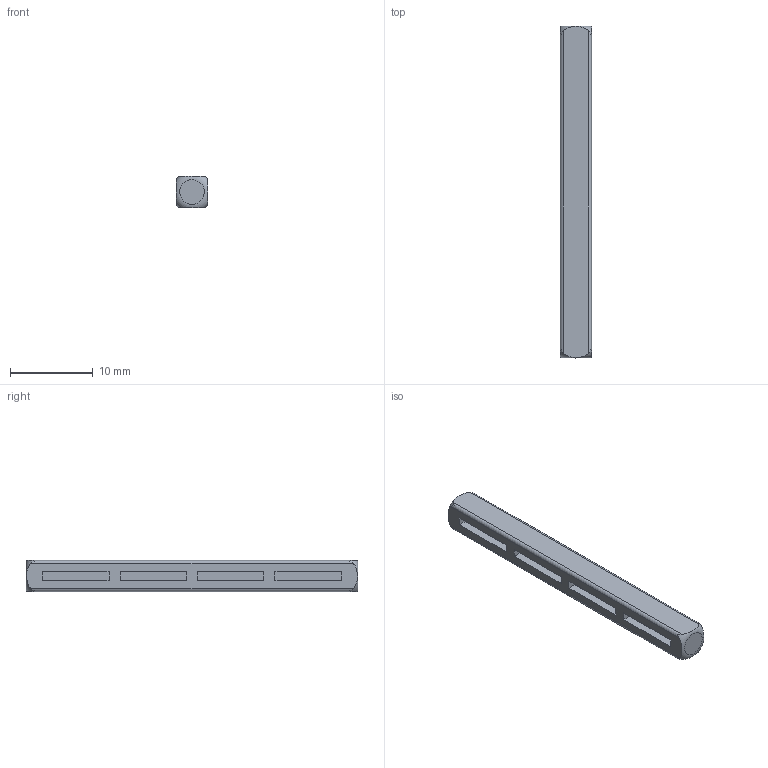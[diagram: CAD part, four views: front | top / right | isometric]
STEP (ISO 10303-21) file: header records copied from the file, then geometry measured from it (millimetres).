
FILE_DESCRIPTION(/* description */ (''),/* implementation_level */ '2;1');
FILE_NAME(/* name */ 'AXp4s.stp',/* time_stamp */ '2019-06-19T18:30:41+02:00',/* author */ ('Varga Daniel'),/* organization */ (''),/* preprocessor_version */ 'ST-DEVELOPER v18',/* originating_system */ 'Autodesk Inventor 2020',/* authorisation */ '');
FILE_SCHEMA (('AUTOMOTIVE_DESIGN { 1 0 10303 214 3 1 1 }'));
Length unit declared in the file: millimetre
Products named in the file (1): AXp4s
Bounding box: 3.75 x 40 x 3.75 mm (x, y, z)
Volume: 491.4 mm3; surface area: 738.3 mm2
Topology: 1 solids, 1 shells, 52 faces, 136 edges, 94 vertices
Faces by surface type: plane 46, cylinder 4, torus 2
Entity records: 1793 total; most frequent: CARTESIAN_POINT 501, ORIENTED_EDGE 272, DIRECTION 222, EDGE_CURVE 136, LINE 104, VECTOR 104, VERTEX_POINT 94, EDGE_LOOP 60
